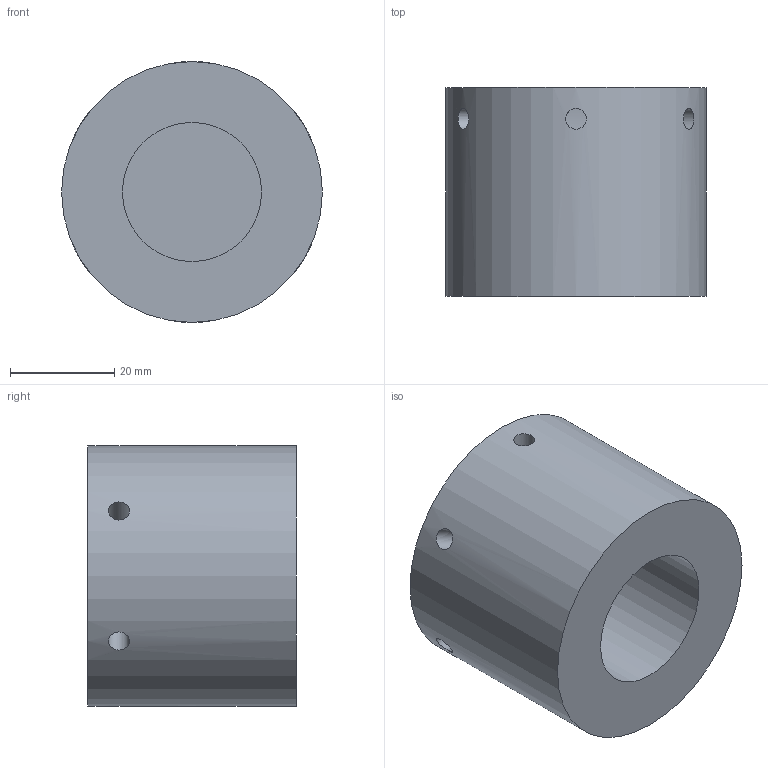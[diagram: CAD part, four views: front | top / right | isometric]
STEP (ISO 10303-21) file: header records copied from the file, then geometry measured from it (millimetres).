
FILE_DESCRIPTION(/* description */ (''),/* implementation_level */ '2;1');
FILE_NAME(/* name */ 'motor-mount-top.stp',/* time_stamp */ '2021-03-31T11:30:04+03:00',/* author */ ('samlo'),/* organization */ (''),/* preprocessor_version */ 'ST-DEVELOPER v18.1',/* originating_system */ 'Autodesk Inventor 2021',/* authorisation */ '');
FILE_SCHEMA (('AUTOMOTIVE_DESIGN { 1 0 10303 214 3 1 1 }'));
Length unit declared in the file: millimetre
Products named in the file (1): motor-mount-top
Bounding box: 50 x 40 x 50 mm (x, y, z)
Volume: 65859.1 mm3; surface area: 13393.9 mm2
Topology: 1 solids, 1 shells, 17 faces, 40 edges, 32 vertices
Faces by surface type: cylinder 14, plane 3
Full cylindrical faces by diameter (mm): 4 x6, 26.67 x1, 50 x1
Entity records: 911 total; most frequent: CARTESIAN_POINT 498, ORIENTED_EDGE 80, DIRECTION 60, EDGE_CURVE 40, VERTEX_POINT 32, AXIS2_PLACEMENT_3D 26, EDGE_LOOP 24, B_SPLINE_CURVE_WITH_KNOTS 24
